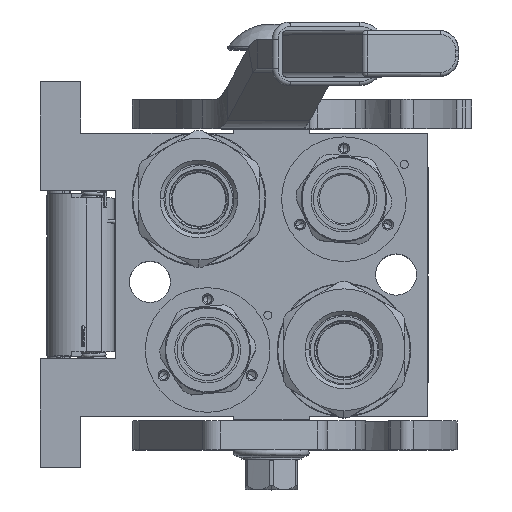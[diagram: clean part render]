
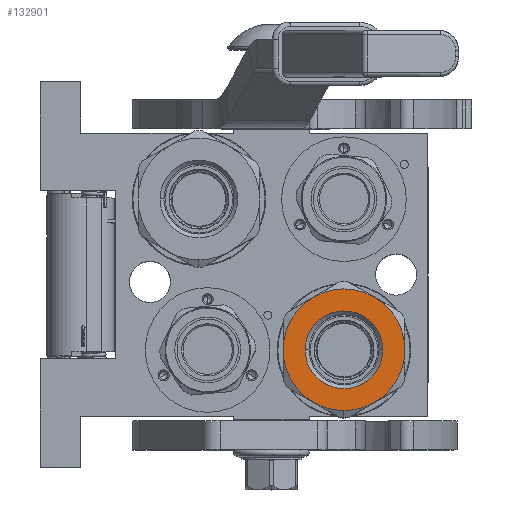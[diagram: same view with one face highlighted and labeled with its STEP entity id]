
A CAD part, top view. The second image highlights one B-rep face of the part: STEP entity #132901.
In plain terms, the highlighted face is planar.
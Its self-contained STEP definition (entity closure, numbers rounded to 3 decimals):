
#2670 = AXIS2_PLACEMENT_3D ( 'NONE', #21254, #65338, #9746 ) ;
#2765 = DIRECTION ( 'NONE',  ( -1., 0., 0. ) ) ;
#9746 = DIRECTION ( 'NONE',  ( 0., -1., 0. ) ) ;
#11180 = VERTEX_POINT ( 'NONE', #115367 ) ;
#12211 = VERTEX_POINT ( 'NONE', #135494 ) ;
#15213 = ORIENTED_EDGE ( 'NONE', *, *, #84259, .T. ) ;
#15797 = DIRECTION ( 'NONE',  ( 0., -0.5, -0.866 ) ) ;
#16621 = CIRCLE ( 'NONE', #26312, 13.4 ) ;
#17636 = CARTESIAN_POINT ( 'NONE',  ( 100.6, -13.4, 0. ) ) ;
#20410 = CARTESIAN_POINT ( 'NONE',  ( 100.6, 21., 0. ) ) ;
#21254 = CARTESIAN_POINT ( 'NONE',  ( 100.6, 0., 0. ) ) ;
#23245 = AXIS2_PLACEMENT_3D ( 'NONE', #121116, #39986, #144198 ) ;
#24588 = VERTEX_POINT ( 'NONE', #123701 ) ;
#25612 = EDGE_CURVE ( 'NONE', #58711, #12211, #110181, .T. ) ;
#26157 = AXIS2_PLACEMENT_3D ( 'NONE', #112094, #101069, #56042 ) ;
#26312 = AXIS2_PLACEMENT_3D ( 'NONE', #46788, #2765, #104333 ) ;
#32125 = ORIENTED_EDGE ( 'NONE', *, *, #34310, .F. ) ;
#32288 = CIRCLE ( 'NONE', #23245, 21. ) ;
#32575 = ORIENTED_EDGE ( 'NONE', *, *, #34639, .T. ) ;
#33052 = PLANE ( 'NONE',  #26157 ) ;
#34310 = EDGE_CURVE ( 'NONE', #24588, #77697, #109621, .T. ) ;
#34515 = FACE_BOUND ( 'NONE', #88726, .T. ) ;
#34639 = EDGE_CURVE ( 'NONE', #12211, #119467, #86194, .T. ) ;
#39153 = EDGE_CURVE ( 'NONE', #65968, #61218, #16621, .T. ) ;
#39986 = DIRECTION ( 'NONE',  ( 1., 0., 0. ) ) ;
#40289 = DIRECTION ( 'NONE',  ( 0., 0.5, 0.866 ) ) ;
#41067 = EDGE_CURVE ( 'NONE', #61218, #65968, #91257, .T. ) ;
#42194 = VERTEX_POINT ( 'NONE', #107916 ) ;
#45669 = EDGE_CURVE ( 'NONE', #11180, #58711, #32288, .T. ) ;
#46123 = CARTESIAN_POINT ( 'NONE',  ( 100.6, 10.5, -18.187 ) ) ;
#46388 = DIRECTION ( 'NONE',  ( -1., 0., 0. ) ) ;
#46788 = CARTESIAN_POINT ( 'NONE',  ( 100.6, 0., 0. ) ) ;
#46898 = AXIS2_PLACEMENT_3D ( 'NONE', #62861, #144026, #40289 ) ;
#50801 = AXIS2_PLACEMENT_3D ( 'NONE', #61345, #141523, #76599 ) ;
#52426 = FACE_OUTER_BOUND ( 'NONE', #78755, .T. ) ;
#54840 = DIRECTION ( 'NONE',  ( 0., 1., 0. ) ) ;
#56042 = DIRECTION ( 'NONE',  ( 0., 0., 1. ) ) ;
#56833 = CARTESIAN_POINT ( 'NONE',  ( 100.6, 13.4, 0. ) ) ;
#58433 = CARTESIAN_POINT ( 'NONE',  ( 100.6, 0., 0. ) ) ;
#58711 = VERTEX_POINT ( 'NONE', #107295 ) ;
#60318 = CARTESIAN_POINT ( 'NONE',  ( 100.6, 0., 0. ) ) ;
#61218 = VERTEX_POINT ( 'NONE', #17636 ) ;
#61345 = CARTESIAN_POINT ( 'NONE',  ( 100.6, 0., 0. ) ) ;
#62861 = CARTESIAN_POINT ( 'NONE',  ( 100.6, 0., 0. ) ) ;
#65338 = DIRECTION ( 'NONE',  ( -1., 0., 0. ) ) ;
#65968 = VERTEX_POINT ( 'NONE', #56833 ) ;
#66342 = CIRCLE ( 'NONE', #69680, 21. ) ;
#69012 = AXIS2_PLACEMENT_3D ( 'NONE', #60318, #140001, #15797 ) ;
#69680 = AXIS2_PLACEMENT_3D ( 'NONE', #128164, #93569, #105553 ) ;
#71912 = CIRCLE ( 'NONE', #108747, 21. ) ;
#76599 = DIRECTION ( 'NONE',  ( 0., -1., 0. ) ) ;
#77250 = ORIENTED_EDGE ( 'NONE', *, *, #25612, .T. ) ;
#77697 = VERTEX_POINT ( 'NONE', #20410 ) ;
#78755 = EDGE_LOOP ( 'NONE', ( #85362, #77250, #32575, #124563, #32125, #15213, #84152 ) ) ;
#84152 = ORIENTED_EDGE ( 'NONE', *, *, #91644, .T. ) ;
#84259 = EDGE_CURVE ( 'NONE', #24588, #42194, #106249, .T. ) ;
#85362 = ORIENTED_EDGE ( 'NONE', *, *, #45669, .T. ) ;
#86194 = CIRCLE ( 'NONE', #69012, 21. ) ;
#88726 = EDGE_LOOP ( 'NONE', ( #94207, #144435 ) ) ;
#91257 = CIRCLE ( 'NONE', #2670, 13.4 ) ;
#91644 = EDGE_CURVE ( 'NONE', #42194, #11180, #66342, .T. ) ;
#93569 = DIRECTION ( 'NONE',  ( 1., 0., 0. ) ) ;
#94207 = ORIENTED_EDGE ( 'NONE', *, *, #41067, .T. ) ;
#94466 = DIRECTION ( 'NONE',  ( 0., 0.5, 0.866 ) ) ;
#101069 = DIRECTION ( 'NONE',  ( -1., 0., 0. ) ) ;
#104333 = DIRECTION ( 'NONE',  ( 0., 1., 0. ) ) ;
#105553 = DIRECTION ( 'NONE',  ( 0., 0.5, 0.866 ) ) ;
#106249 = CIRCLE ( 'NONE', #46898, 21. ) ;
#107295 = CARTESIAN_POINT ( 'NONE',  ( 100.6, -21., 0. ) ) ;
#107916 = CARTESIAN_POINT ( 'NONE',  ( 100.6, 0., 21. ) ) ;
#108747 = AXIS2_PLACEMENT_3D ( 'NONE', #58433, #46388, #54840 ) ;
#109621 = CIRCLE ( 'NONE', #128540, 21. ) ;
#110181 = CIRCLE ( 'NONE', #50801, 21. ) ;
#112094 = CARTESIAN_POINT ( 'NONE',  ( 100.6, 0., 0. ) ) ;
#115367 = CARTESIAN_POINT ( 'NONE',  ( 100.6, -10.5, 18.187 ) ) ;
#117020 = DIRECTION ( 'NONE',  ( -1., 0., 0. ) ) ;
#119467 = VERTEX_POINT ( 'NONE', #46123 ) ;
#121116 = CARTESIAN_POINT ( 'NONE',  ( 100.6, 0., 0. ) ) ;
#123701 = CARTESIAN_POINT ( 'NONE',  ( 100.6, 10.5, 18.187 ) ) ;
#124563 = ORIENTED_EDGE ( 'NONE', *, *, #134758, .F. ) ;
#128164 = CARTESIAN_POINT ( 'NONE',  ( 100.6, 0., 0. ) ) ;
#128540 = AXIS2_PLACEMENT_3D ( 'NONE', #139625, #117020, #94466 ) ;
#132901 = ADVANCED_FACE ( 'NONE', ( #52426, #34515 ), #33052, .F. ) ;
#134758 = EDGE_CURVE ( 'NONE', #77697, #119467, #71912, .T. ) ;
#135494 = CARTESIAN_POINT ( 'NONE',  ( 100.6, -10.5, -18.187 ) ) ;
#139625 = CARTESIAN_POINT ( 'NONE',  ( 100.6, 0., 0. ) ) ;
#140001 = DIRECTION ( 'NONE',  ( 1., 0., 0. ) ) ;
#141523 = DIRECTION ( 'NONE',  ( 1., 0., 0. ) ) ;
#144026 = DIRECTION ( 'NONE',  ( 1., 0., 0. ) ) ;
#144198 = DIRECTION ( 'NONE',  ( 0., -0.5, 0.866 ) ) ;
#144435 = ORIENTED_EDGE ( 'NONE', *, *, #39153, .T. ) ;
